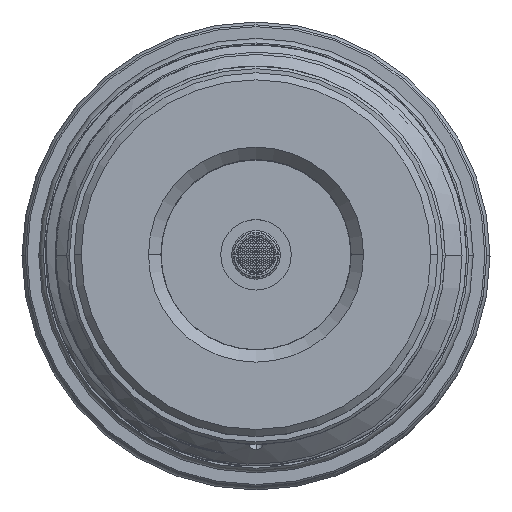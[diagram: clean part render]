
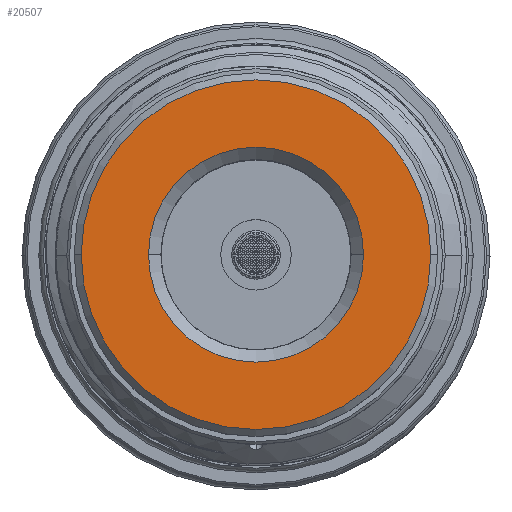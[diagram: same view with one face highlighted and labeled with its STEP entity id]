
A CAD part, top view. The second image highlights one B-rep face of the part: STEP entity #20507.
In plain terms, the highlighted planar face has unit normal (0, 0, 1).
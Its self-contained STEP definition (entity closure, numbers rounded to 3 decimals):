
#1439 = DIRECTION ( 'NONE',  ( 0., 0., 1. ) ) ;
#1766 = DIRECTION ( 'NONE',  ( 1., 0., 0. ) ) ;
#9281 = VERTEX_POINT ( 'NONE', #17742 ) ;
#10579 = CARTESIAN_POINT ( 'NONE',  ( 12.2, 0., 85.713 ) ) ;
#11096 = VERTEX_POINT ( 'NONE', #55078 ) ;
#11433 = FACE_OUTER_BOUND ( 'NONE', #28150, .T. ) ;
#13831 = EDGE_LOOP ( 'NONE', ( #71860, #65552 ) ) ;
#16622 = CARTESIAN_POINT ( 'NONE',  ( 0., 0., 85.713 ) ) ;
#17742 = CARTESIAN_POINT ( 'NONE',  ( -12.2, 0., 85.713 ) ) ;
#18861 = EDGE_CURVE ( 'NONE', #9281, #62491, #50722, .T. ) ;
#20507 = ADVANCED_FACE ( 'NONE', ( #11433, #39656 ), #22536, .F. ) ;
#21516 = CARTESIAN_POINT ( 'NONE',  ( 0., 0., 85.713 ) ) ;
#22536 = PLANE ( 'NONE',  #34112 ) ;
#23840 = DIRECTION ( 'NONE',  ( 0., 0., -1. ) ) ;
#24019 = CARTESIAN_POINT ( 'NONE',  ( 0., 0., 85.713 ) ) ;
#27980 = CIRCLE ( 'NONE', #86741, 19.84 ) ;
#28150 = EDGE_LOOP ( 'NONE', ( #73511, #85874 ) ) ;
#30729 = DIRECTION ( 'NONE',  ( 0., 0., -1. ) ) ;
#32326 = CARTESIAN_POINT ( 'NONE',  ( 0., 0., 85.713 ) ) ;
#34112 = AXIS2_PLACEMENT_3D ( 'NONE', #21516, #30729, #69800 ) ;
#37225 = EDGE_CURVE ( 'NONE', #62491, #9281, #39553, .T. ) ;
#39553 = CIRCLE ( 'NONE', #77144, 12.2 ) ;
#39656 = FACE_BOUND ( 'NONE', #13831, .T. ) ;
#40085 = DIRECTION ( 'NONE',  ( 0., 0., -1. ) ) ;
#50722 = CIRCLE ( 'NONE', #59635, 12.2 ) ;
#54104 = CIRCLE ( 'NONE', #57633, 19.84 ) ;
#55078 = CARTESIAN_POINT ( 'NONE',  ( 19.84, 0., 85.713 ) ) ;
#57633 = AXIS2_PLACEMENT_3D ( 'NONE', #72251, #40085, #94482 ) ;
#59635 = AXIS2_PLACEMENT_3D ( 'NONE', #32326, #63125, #87051 ) ;
#60886 = VERTEX_POINT ( 'NONE', #60982 ) ;
#60982 = CARTESIAN_POINT ( 'NONE',  ( -19.84, 0., 85.713 ) ) ;
#62491 = VERTEX_POINT ( 'NONE', #10579 ) ;
#63125 = DIRECTION ( 'NONE',  ( 0., 0., 1. ) ) ;
#65552 = ORIENTED_EDGE ( 'NONE', *, *, #18861, .F. ) ;
#69800 = DIRECTION ( 'NONE',  ( -1., 0., 0. ) ) ;
#71860 = ORIENTED_EDGE ( 'NONE', *, *, #37225, .F. ) ;
#72251 = CARTESIAN_POINT ( 'NONE',  ( 0., 0., 85.713 ) ) ;
#73511 = ORIENTED_EDGE ( 'NONE', *, *, #97637, .F. ) ;
#77144 = AXIS2_PLACEMENT_3D ( 'NONE', #24019, #1439, #1766 ) ;
#85874 = ORIENTED_EDGE ( 'NONE', *, *, #91342, .F. ) ;
#86741 = AXIS2_PLACEMENT_3D ( 'NONE', #16622, #23840, #87457 ) ;
#87051 = DIRECTION ( 'NONE',  ( 1., 0., 0. ) ) ;
#87457 = DIRECTION ( 'NONE',  ( -1., 0., 0. ) ) ;
#91342 = EDGE_CURVE ( 'NONE', #11096, #60886, #54104, .T. ) ;
#94482 = DIRECTION ( 'NONE',  ( -1., 0., 0. ) ) ;
#97637 = EDGE_CURVE ( 'NONE', #60886, #11096, #27980, .T. ) ;
